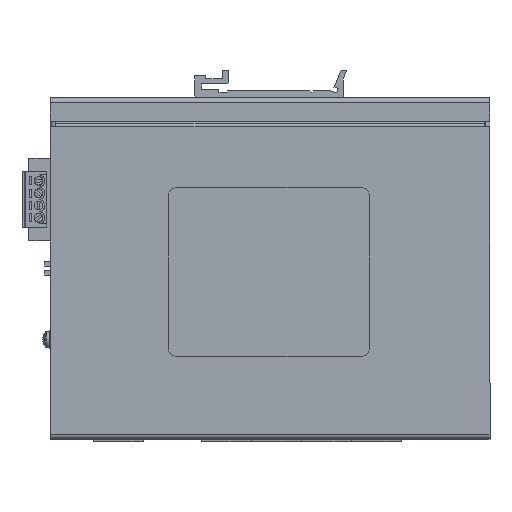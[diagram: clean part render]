
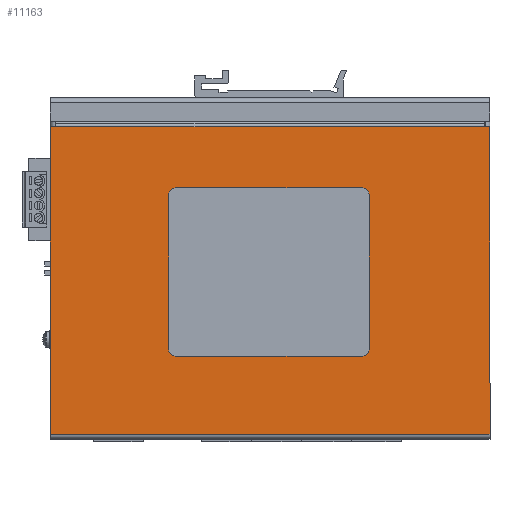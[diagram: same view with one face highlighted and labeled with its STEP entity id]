
A CAD part, left-side view. The second image highlights one B-rep face of the part: STEP entity #11163.
In plain terms, the highlighted planar face has unit normal (-1, 0, 0).
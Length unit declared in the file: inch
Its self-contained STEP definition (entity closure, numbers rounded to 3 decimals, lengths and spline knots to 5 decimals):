
#90 = ORIENTED_EDGE ( 'NONE', *, *, #28082, .F. ) ;
#387 = CARTESIAN_POINT ( 'NONE',  ( 1.93937, -1.11352, 2.24801 ) ) ;
#1223 = CARTESIAN_POINT ( 'NONE',  ( 1.93937, -1.11352, 6.07673 ) ) ;
#1454 = LINE ( 'NONE', #1223, #15617 ) ;
#1528 = CARTESIAN_POINT ( 'NONE',  ( 1.93937, -1.11352, 6.07673 ) ) ;
#1677 = LINE ( 'NONE', #1528, #8362 ) ;
#1840 = VECTOR ( 'NONE', #14979, 39.37008 ) ;
#2010 = VERTEX_POINT ( 'NONE', #21353 ) ;
#4594 = PLANE ( 'NONE',  #5076 ) ;
#4597 = VERTEX_POINT ( 'NONE', #12327 ) ;
#5076 = AXIS2_PLACEMENT_3D ( 'NONE', #35965, #18995, #19118 ) ;
#5812 = LINE ( 'NONE', #387, #1840 ) ;
#6320 = VERTEX_POINT ( 'NONE', #32734 ) ;
#6385 = CARTESIAN_POINT ( 'NONE',  ( 1.93937, -1.11352, 6.07673 ) ) ;
#6506 = VECTOR ( 'NONE', #16355, 39.37008 ) ;
#7213 = ORIENTED_EDGE ( 'NONE', *, *, #7976, .F. ) ;
#7388 = LINE ( 'NONE', #7928, #6506 ) ;
#7928 = CARTESIAN_POINT ( 'NONE',  ( 1.93937, -1.11352, 2.22801 ) ) ;
#7976 = EDGE_CURVE ( 'NONE', #6320, #2010, #1454, .T. ) ;
#8362 = VECTOR ( 'NONE', #35982, 39.37008 ) ;
#9604 = EDGE_LOOP ( 'NONE', ( #14063, #7213, #90, #28737, #25847, #26281 ) ) ;
#9945 = EDGE_CURVE ( 'NONE', #31336, #17132, #7388, .T. ) ;
#10793 = VERTEX_POINT ( 'NONE', #25698 ) ;
#11163 = ADVANCED_FACE ( 'NONE', ( #20659 ), #4594, .F. ) ;
#12327 = CARTESIAN_POINT ( 'NONE',  ( 1.93937, -6.58852, 6.07673 ) ) ;
#14063 = ORIENTED_EDGE ( 'NONE', *, *, #30825, .F. ) ;
#14979 = DIRECTION ( 'NONE',  ( 0., 1., 0. ) ) ;
#15556 = VECTOR ( 'NONE', #24815, 39.37008 ) ;
#15578 = DIRECTION ( 'NONE',  ( 0., -1., 0. ) ) ;
#15617 = VECTOR ( 'NONE', #15578, 39.37008 ) ;
#16355 = DIRECTION ( 'NONE',  ( 0., 0., 1. ) ) ;
#16897 = DIRECTION ( 'NONE',  ( 0., -1., 0. ) ) ;
#16926 = LINE ( 'NONE', #19133, #15556 ) ;
#17132 = VERTEX_POINT ( 'NONE', #6385 ) ;
#18666 = EDGE_CURVE ( 'NONE', #10793, #31336, #5812, .T. ) ;
#18995 = DIRECTION ( 'NONE',  ( 1., 0., 0. ) ) ;
#19118 = DIRECTION ( 'NONE',  ( 0., 1., 0. ) ) ;
#19133 = CARTESIAN_POINT ( 'NONE',  ( 1.93937, -6.58852, 2.22801 ) ) ;
#20659 = FACE_OUTER_BOUND ( 'NONE', #9604, .T. ) ;
#21353 = CARTESIAN_POINT ( 'NONE',  ( 1.93937, -6.51852, 6.07673 ) ) ;
#24815 = DIRECTION ( 'NONE',  ( 0., 0., -1. ) ) ;
#24939 = CARTESIAN_POINT ( 'NONE',  ( 1.93937, -1.11352, 6.07673 ) ) ;
#25123 = EDGE_CURVE ( 'NONE', #4597, #10793, #16926, .T. ) ;
#25698 = CARTESIAN_POINT ( 'NONE',  ( 1.93937, -6.58852, 2.24801 ) ) ;
#25847 = ORIENTED_EDGE ( 'NONE', *, *, #18666, .F. ) ;
#26281 = ORIENTED_EDGE ( 'NONE', *, *, #25123, .F. ) ;
#28082 = EDGE_CURVE ( 'NONE', #17132, #6320, #1677, .T. ) ;
#28737 = ORIENTED_EDGE ( 'NONE', *, *, #9945, .F. ) ;
#30825 = EDGE_CURVE ( 'NONE', #2010, #4597, #34435, .T. ) ;
#31336 = VERTEX_POINT ( 'NONE', #34987 ) ;
#32734 = CARTESIAN_POINT ( 'NONE',  ( 1.93937, -1.18352, 6.07673 ) ) ;
#34435 = LINE ( 'NONE', #24939, #36645 ) ;
#34987 = CARTESIAN_POINT ( 'NONE',  ( 1.93937, -1.11352, 2.24801 ) ) ;
#35965 = CARTESIAN_POINT ( 'NONE',  ( 1.93937, -1.11352, 2.22801 ) ) ;
#35982 = DIRECTION ( 'NONE',  ( 0., -1., 0. ) ) ;
#36645 = VECTOR ( 'NONE', #16897, 39.37008 ) ;
